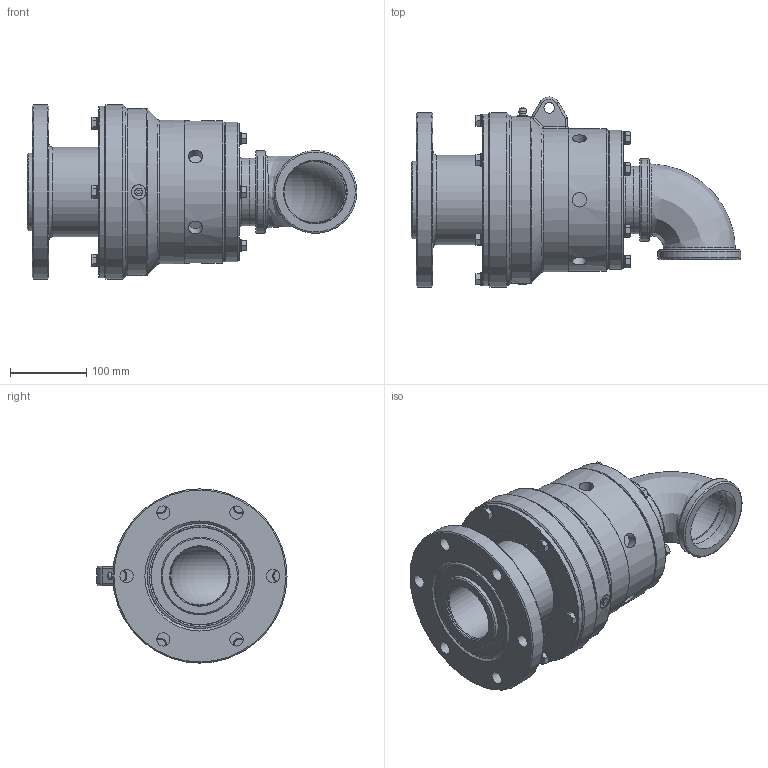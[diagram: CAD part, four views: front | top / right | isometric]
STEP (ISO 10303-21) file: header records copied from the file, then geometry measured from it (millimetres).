
FILE_DESCRIPTION(/* description */ (''),/* implementation_level */ '2;1');
FILE_NAME(/* name */ '6300-001-103-IC.stp',/* time_stamp */ '2022-08-15T08:32:42-05:00',/* author */ ('msvetlecich'),/* organization */ (''),/* preprocessor_version */ 'ST-DEVELOPER v18.1',/* originating_system */ 'Autodesk Inventor 2022',/* authorisation */ '');
FILE_SCHEMA (('AUTOMOTIVE_DESIGN { 1 0 10303 214 3 1 1 }'));
Products named in the file (1): 6300-001-103-IC
Bounding box: 432.43 x 249.3 x 228.6 mm (x, y, z)
Volume: 6509916.4 mm3; surface area: 523191.9 mm2
Topology: 1 solids, 16 shells, 6822 faces, 18143 edges, 11628 vertices
Faces by surface type: plane 5640, bspline 749, cone 210, cylinder 188, torus 32, sphere 3
Full cylindrical faces by diameter (mm): 1.7 x2, 2.36 x2, 5 x1, 7.798 x6, 7.95 x2, 9.525 x12, 9.855 x6, 10.3 x12, 14 x1, 14.275 x12, 17.5 x6, 19 x8, 76.2 x2, 77.7 x2, 79.508 x1, 82.55 x1, 88.9 x1, 101.7 x1, 104.4 x1, 105 x1, 108.712 x2, 117.5 x1, 152.4 x1, 169 x1, 182.6 x1, 186.6 x1, 190 x1, 219.1 x1, 225.3 x1, 228.6 x2
Entity records: 218725 total; most frequent: CARTESIAN_POINT 53511, ORIENTED_EDGE 36274, DIRECTION 28137, EDGE_CURVE 18137, LINE 14545, VECTOR 14545, VERTEX_POINT 11628, EDGE_LOOP 7145
